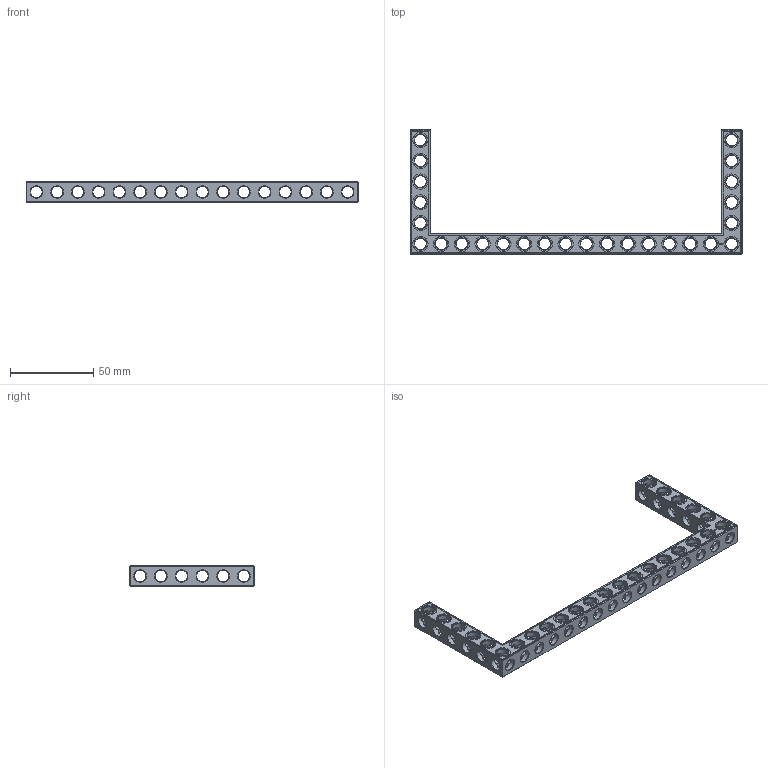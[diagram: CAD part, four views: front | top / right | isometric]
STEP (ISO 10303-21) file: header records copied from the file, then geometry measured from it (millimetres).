
FILE_DESCRIPTION(('FreeCAD Model'),'2;1');
FILE_NAME('Open CASCADE Shape Model','2022-03-06T13:55:22',('Author'),( ''),'Open CASCADE STEP processor 7.5','FreeCAD','Unknown');
FILE_SCHEMA(('AUTOMOTIVE_DESIGN { 1 0 10303 214 1 1 1 1 }'));
Products named in the file (1): Beam AGD ESS USH SYM BU16x06x01 - SPN-BEM-0560 (stemfie.org)
Bounding box: 200 x 75 x 12.5 mm (x, y, z)
Volume: 25395.9 mm3; surface area: 22751.9 mm2
Topology: 1 solids, 1 shells, 837 faces, 2513 edges, 1634 vertices
Faces by surface type: plane 392, extrusion 182, cylinder 157, cone 106
Full cylindrical faces by diameter (mm): 6.98 x14, 7 x117, 9.2 x26
Entity records: 117887 total; most frequent: CARTESIAN_POINT 70810, DIRECTION 7627, ORIENTED_EDGE 5026, PCURVE 5026, DEFINITIONAL_REPRESENTATION 5026, VECTOR 4939, LINE 4757, EDGE_CURVE 2513
